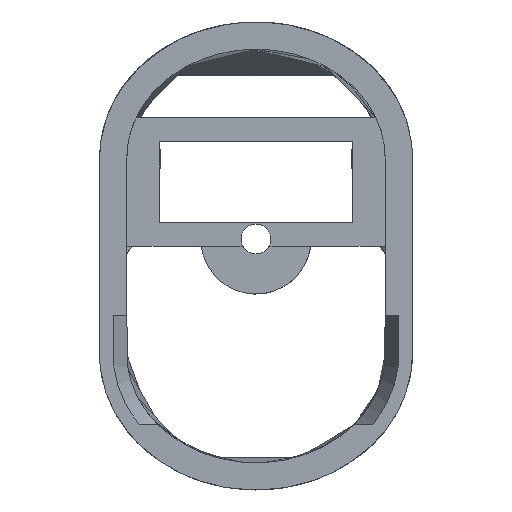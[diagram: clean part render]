
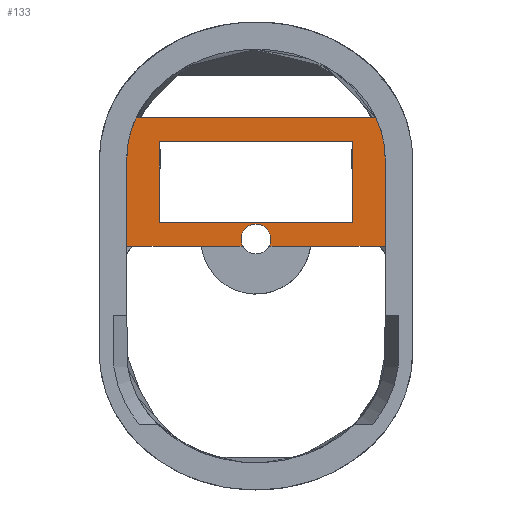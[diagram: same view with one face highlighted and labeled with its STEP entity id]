
A CAD part, left-side view. The second image highlights one B-rep face of the part: STEP entity #133.
In plain terms, the highlighted planar face has unit normal (-1, 0, 0).
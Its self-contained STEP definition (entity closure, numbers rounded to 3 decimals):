
#29=FACE_BOUND('',#439,.T.);
#133=ADVANCED_FACE('',(#283,#29),#2666,.T.);
#283=FACE_OUTER_BOUND('',#438,.T.);
#438=EDGE_LOOP('',(#1129,#1130,#1131,#1132,#1133,#1134,#1135,#1136,#1137,
#1138,#1139));
#439=EDGE_LOOP('',(#1140,#1141,#1142,#1143));
#1129=ORIENTED_EDGE('',*,*,#1426,.T.);
#1130=ORIENTED_EDGE('',*,*,#1448,.T.);
#1131=ORIENTED_EDGE('',*,*,#1719,.T.);
#1132=ORIENTED_EDGE('',*,*,#1713,.T.);
#1133=ORIENTED_EDGE('',*,*,#1763,.T.);
#1134=ORIENTED_EDGE('',*,*,#1761,.T.);
#1135=ORIENTED_EDGE('',*,*,#1712,.T.);
#1136=ORIENTED_EDGE('',*,*,#1718,.T.);
#1137=ORIENTED_EDGE('',*,*,#1396,.T.);
#1138=ORIENTED_EDGE('',*,*,#1425,.T.);
#1139=ORIENTED_EDGE('',*,*,#1711,.F.);
#1140=ORIENTED_EDGE('',*,*,#1714,.T.);
#1141=ORIENTED_EDGE('',*,*,#1716,.F.);
#1142=ORIENTED_EDGE('',*,*,#1717,.T.);
#1143=ORIENTED_EDGE('',*,*,#1715,.F.);
#1396=EDGE_CURVE('',#2293,#2292,#1989,.T.);
#1425=EDGE_CURVE('',#2292,#2331,#2018,.T.);
#1426=EDGE_CURVE('',#2332,#2334,#2019,.T.);
#1448=EDGE_CURVE('',#2334,#2348,#2041,.T.);
#1711=EDGE_CURVE('',#2332,#2331,#2186,.T.);
#1712=EDGE_CURVE('',#2509,#2510,#2187,.T.);
#1713=EDGE_CURVE('',#2511,#2508,#2188,.T.);
#1714=EDGE_CURVE('',#2512,#2513,#2189,.T.);
#1715=EDGE_CURVE('',#2512,#2514,#2190,.T.);
#1716=EDGE_CURVE('',#2515,#2513,#2191,.T.);
#1717=EDGE_CURVE('',#2515,#2514,#2192,.T.);
#1718=EDGE_CURVE('',#2510,#2293,#2193,.T.);
#1719=EDGE_CURVE('',#2348,#2511,#2194,.T.);
#1761=EDGE_CURVE('',#2541,#2509,#1972,.T.);
#1763=EDGE_CURVE('',#2508,#2541,#2211,.T.);
#1972=(
BOUNDED_CURVE()
B_SPLINE_CURVE(2,(#7061,#7062,#7063,#7064,#7065),.UNSPECIFIED.,.F.,.F.)
B_SPLINE_CURVE_WITH_KNOTS((3,2,3),(6.696,7.819,8.941),
 .UNSPECIFIED.)
CURVE()
GEOMETRIC_REPRESENTATION_ITEM()
RATIONAL_B_SPLINE_CURVE((1.,0.866,1.,0.866,1.))
REPRESENTATION_ITEM('')
);
#1989=B_SPLINE_CURVE_WITH_KNOTS('',1,(#5062,#5063),.UNSPECIFIED.,.F.,.F.,
(2,2),(0.,1.321),.UNSPECIFIED.);
#2018=B_SPLINE_CURVE_WITH_KNOTS('',3,(#5179,#5180,#5181,#5182,#5183,#5184),
 .UNSPECIFIED.,.F.,.F.,(4,1,1,4),(1.321,2.734,4.264,
4.426),.UNSPECIFIED.);
#2019=B_SPLINE_CURVE_WITH_KNOTS('',3,(#5185,#5186,#5187,#5188,#5189,#5190),
 .UNSPECIFIED.,.F.,.F.,(4,1,1,4),(-12.581,-12.419,-10.89,
-9.477),.UNSPECIFIED.);
#2041=B_SPLINE_CURVE_WITH_KNOTS('',1,(#5245,#5246),.UNSPECIFIED.,.F.,.F.,
(2,2),(-9.477,-8.156),.UNSPECIFIED.);
#2186=B_SPLINE_CURVE_WITH_KNOTS('',1,(#6904,#6905),.UNSPECIFIED.,.F.,.F.,
(2,2),(16.848,25.652),.UNSPECIFIED.);
#2187=B_SPLINE_CURVE_WITH_KNOTS('',1,(#6906,#6907),.UNSPECIFIED.,.F.,.F.,
(2,2),(10.453,13.512),.UNSPECIFIED.);
#2188=B_SPLINE_CURVE_WITH_KNOTS('',1,(#6908,#6909),.UNSPECIFIED.,.F.,.F.,
(2,2),(5.488,8.547),.UNSPECIFIED.);
#2189=B_SPLINE_CURVE_WITH_KNOTS('',1,(#6910,#6911),.UNSPECIFIED.,.F.,.F.,
(2,2),(5.598,19.798),.UNSPECIFIED.);
#2190=B_SPLINE_CURVE_WITH_KNOTS('',1,(#6912,#6913),.UNSPECIFIED.,.F.,.F.,
(2,2),(-0.079,2.279),.UNSPECIFIED.);
#2191=B_SPLINE_CURVE_WITH_KNOTS('',1,(#6914,#6915),.UNSPECIFIED.,.F.,.F.,
(2,2),(-2.279,0.079),.UNSPECIFIED.);
#2192=B_SPLINE_CURVE_WITH_KNOTS('',1,(#6916,#6917,#6918,#6919),
 .UNSPECIFIED.,.F.,.F.,(2,1,1,2),(0.,0.2,0.45,
0.65),.UNSPECIFIED.);
#2193=B_SPLINE_CURVE_WITH_KNOTS('',1,(#6920,#6921,#6922),.UNSPECIFIED.,
 .F.,.F.,(2,1,2),(-7.813,-7.643,-2.358),
 .UNSPECIFIED.);
#2194=B_SPLINE_CURVE_WITH_KNOTS('',1,(#6923,#6924,#6925),.UNSPECIFIED.,
 .F.,.F.,(2,1,2),(0.,5.286,5.455),.UNSPECIFIED.);
#2211=B_SPLINE_CURVE_WITH_KNOTS('',3,(#7072,#7073,#7074,#7075,#7076,#7077,
#7078,#7079,#7080,#7081),.UNSPECIFIED.,.F.,.F.,(4,1,2,1,1,1,4),(4.47,
4.604,5.022,5.441,5.859,6.278,
6.696),.UNSPECIFIED.);
#2292=VERTEX_POINT('',#4764);
#2293=VERTEX_POINT('',#4765);
#2331=VERTEX_POINT('',#4803);
#2332=VERTEX_POINT('',#4804);
#2334=VERTEX_POINT('',#4806);
#2348=VERTEX_POINT('',#4820);
#2508=VERTEX_POINT('',#4980);
#2509=VERTEX_POINT('',#4981);
#2510=VERTEX_POINT('',#4982);
#2511=VERTEX_POINT('',#4983);
#2512=VERTEX_POINT('',#4984);
#2513=VERTEX_POINT('',#4985);
#2514=VERTEX_POINT('',#4986);
#2515=VERTEX_POINT('',#4987);
#2541=VERTEX_POINT('',#5013);
#2666=PLANE('',#2758);
#2758=AXIS2_PLACEMENT_3D('',#4398,#2833,$);
#2833=DIRECTION('',(-1.,0.,0.));
#4398=CARTESIAN_POINT('',(0.52,9.5,-32.188));
#4764=CARTESIAN_POINT('',(0.52,-9.5,1.051));
#4765=CARTESIAN_POINT('',(0.52,-9.5,-5.45));
#4803=CARTESIAN_POINT('',(0.52,-8.804,4.05));
#4804=CARTESIAN_POINT('',(0.52,8.804,4.05));
#4806=CARTESIAN_POINT('',(0.52,9.5,1.051));
#4820=CARTESIAN_POINT('',(0.52,9.5,-5.45));
#4980=CARTESIAN_POINT('',(0.52,0.953,-5.45));
#4981=CARTESIAN_POINT('',(0.52,-0.953,-5.45));
#4982=CARTESIAN_POINT('',(0.52,-4.012,-5.45));
#4983=CARTESIAN_POINT('',(0.52,4.012,-5.45));
#4984=CARTESIAN_POINT('',(0.52,-7.1,-3.7));
#4985=CARTESIAN_POINT('',(0.52,7.1,-3.7));
#4986=CARTESIAN_POINT('',(0.52,-7.1,2.25));
#4987=CARTESIAN_POINT('',(0.52,7.1,2.25));
#5013=CARTESIAN_POINT('',(0.52,0.,-3.8));
#5062=CARTESIAN_POINT('',(0.52,-9.5,-5.45));
#5063=CARTESIAN_POINT('',(0.52,-9.5,1.051));
#5179=CARTESIAN_POINT('',(0.52,-9.5,1.051));
#5180=CARTESIAN_POINT('',(0.52,-9.5,1.522));
#5181=CARTESIAN_POINT('',(0.52,-9.396,2.503));
#5182=CARTESIAN_POINT('',(0.52,-9.066,3.491));
#5183=CARTESIAN_POINT('',(0.52,-8.827,4.001));
#5184=CARTESIAN_POINT('',(0.52,-8.804,4.05));
#5185=CARTESIAN_POINT('',(0.52,8.804,4.05));
#5186=CARTESIAN_POINT('',(0.52,8.827,4.001));
#5187=CARTESIAN_POINT('',(0.52,9.066,3.491));
#5188=CARTESIAN_POINT('',(0.52,9.396,2.503));
#5189=CARTESIAN_POINT('',(0.52,9.5,1.522));
#5190=CARTESIAN_POINT('',(0.52,9.5,1.051));
#5245=CARTESIAN_POINT('',(0.52,9.5,1.051));
#5246=CARTESIAN_POINT('',(0.52,9.5,-5.45));
#6904=CARTESIAN_POINT('',(0.52,8.804,4.05));
#6905=CARTESIAN_POINT('',(0.52,-8.804,4.05));
#6906=CARTESIAN_POINT('',(0.52,-0.953,-5.45));
#6907=CARTESIAN_POINT('',(0.52,-4.012,-5.45));
#6908=CARTESIAN_POINT('',(0.52,4.012,-5.45));
#6909=CARTESIAN_POINT('',(0.52,0.953,-5.45));
#6910=CARTESIAN_POINT('',(0.52,-7.1,-3.7));
#6911=CARTESIAN_POINT('',(0.52,7.1,-3.7));
#6912=CARTESIAN_POINT('',(0.52,-7.1,-3.7));
#6913=CARTESIAN_POINT('',(0.52,-7.1,2.25));
#6914=CARTESIAN_POINT('',(0.52,7.1,2.25));
#6915=CARTESIAN_POINT('',(0.52,7.1,-3.7));
#6916=CARTESIAN_POINT('',(0.52,7.1,2.25));
#6917=CARTESIAN_POINT('',(0.52,6.9,2.25));
#6918=CARTESIAN_POINT('',(0.52,-6.9,2.25));
#6919=CARTESIAN_POINT('',(0.52,-7.1,2.25));
#6920=CARTESIAN_POINT('',(0.52,-4.012,-5.45));
#6921=CARTESIAN_POINT('',(0.52,-4.214,-5.45));
#6922=CARTESIAN_POINT('',(0.52,-9.5,-5.45));
#6923=CARTESIAN_POINT('',(0.52,9.5,-5.45));
#6924=CARTESIAN_POINT('',(0.52,4.214,-5.45));
#6925=CARTESIAN_POINT('',(0.52,4.012,-5.45));
#7061=CARTESIAN_POINT('',(0.52,0.,-3.8));
#7062=CARTESIAN_POINT('',(0.52,-0.635,-3.8));
#7063=CARTESIAN_POINT('',(0.52,-0.953,-4.35));
#7064=CARTESIAN_POINT('',(0.52,-1.27,-4.9));
#7065=CARTESIAN_POINT('',(0.52,-0.953,-5.45));
#7072=CARTESIAN_POINT('',(0.52,0.953,-5.45));
#7073=CARTESIAN_POINT('',(0.52,0.975,-5.411));
#7074=CARTESIAN_POINT('',(0.52,1.059,-5.243));
#7075=CARTESIAN_POINT('',(0.52,1.1,-5.052));
#7076=CARTESIAN_POINT('',(0.52,1.1,-4.748));
#7077=CARTESIAN_POINT('',(0.52,1.038,-4.459));
#7078=CARTESIAN_POINT('',(0.52,0.797,-4.103));
#7079=CARTESIAN_POINT('',(0.52,0.441,-3.862));
#7080=CARTESIAN_POINT('',(0.52,0.152,-3.8));
#7081=CARTESIAN_POINT('',(0.52,0.,-3.8));
